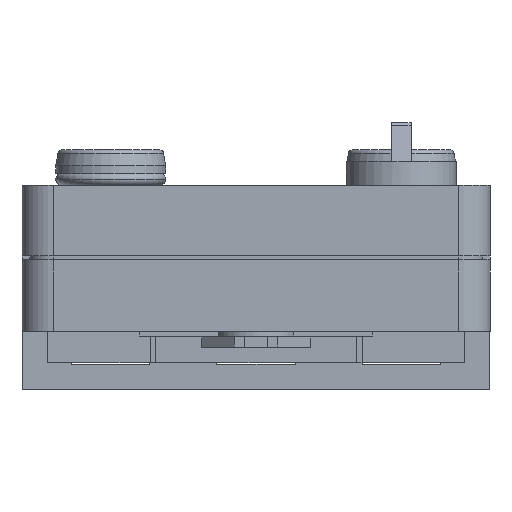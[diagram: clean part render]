
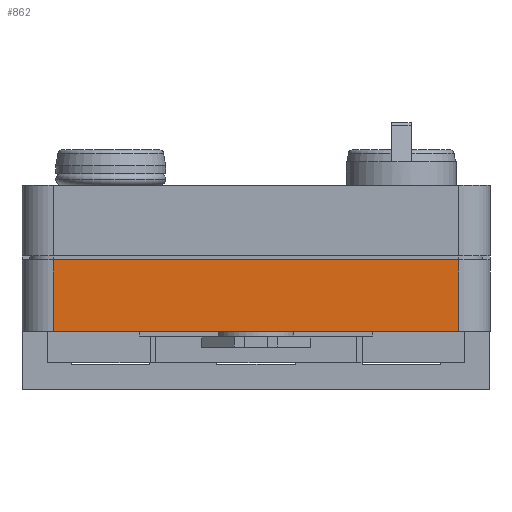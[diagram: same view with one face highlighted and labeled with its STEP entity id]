
A CAD part, front view. The second image highlights one B-rep face of the part: STEP entity #862.
In plain terms, the highlighted planar face has unit normal (0, -1, 0).
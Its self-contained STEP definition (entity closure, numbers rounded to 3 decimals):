
#862=ADVANCED_FACE('NONE',(#2386),#2387,.T.);
#2386=FACE_OUTER_BOUND('',#4564,.T.);
#2387=PLANE('',#4565);
#4564=EDGE_LOOP('',(#11866,#11867,#11868,#11869));
#4565=AXIS2_PLACEMENT_3D('',#11870,#11871,#11872);
#11866=ORIENTED_EDGE('',*,*,#17528,.T.);
#11867=ORIENTED_EDGE('',*,*,#17529,.F.);
#11868=ORIENTED_EDGE('',*,*,#17530,.T.);
#11869=ORIENTED_EDGE('',*,*,#17531,.T.);
#11870=CARTESIAN_POINT('',(0.0,0.,26.));
#11871=DIRECTION('',(0.0,-1.0,0.));
#11872=DIRECTION('',(-1.0,0.0,0.0));
#17528=EDGE_CURVE('NONE',#20548,#20549,#20550,.T.);
#17529=EDGE_CURVE('NONE',#20551,#20549,#20552,.T.);
#17530=EDGE_CURVE('NONE',#20551,#20553,#20554,.T.);
#17531=EDGE_CURVE('NONE',#20553,#20548,#20555,.T.);
#20548=VERTEX_POINT('NONE',#26176);
#20549=VERTEX_POINT('NONE',#26177);
#20550=LINE('',#26178,#26179);
#20551=VERTEX_POINT('NONE',#26180);
#20552=LINE('',#26181,#26182);
#20553=VERTEX_POINT('NONE',#26183);
#20554=LINE('',#26184,#26185);
#20555=LINE('',#26186,#26187);
#26176=CARTESIAN_POINT('',(55.6,0.,7.4));
#26177=CARTESIAN_POINT('',(55.6,0.,16.5));
#26178=CARTESIAN_POINT('',(55.6,0.,26.));
#26179=VECTOR('',#33162,1000.0);
#26180=CARTESIAN_POINT('',(4.,0.,16.5));
#26181=CARTESIAN_POINT('',(4.,0.,16.5));
#26182=VECTOR('',#33163,1000.0);
#26183=CARTESIAN_POINT('',(4.,0.,7.4));
#26184=CARTESIAN_POINT('',(4.,0.,7.4));
#26185=VECTOR('',#33164,1000.0);
#26186=CARTESIAN_POINT('',(0.0,0.,7.4));
#26187=VECTOR('',#33165,1000.0);
#33162=DIRECTION('',(0.0,0.,1.0));
#33163=DIRECTION('',(1.0,0.0,0.0));
#33164=DIRECTION('',(0.0,0.,-1.0));
#33165=DIRECTION('',(1.0,0.0,0.0));
